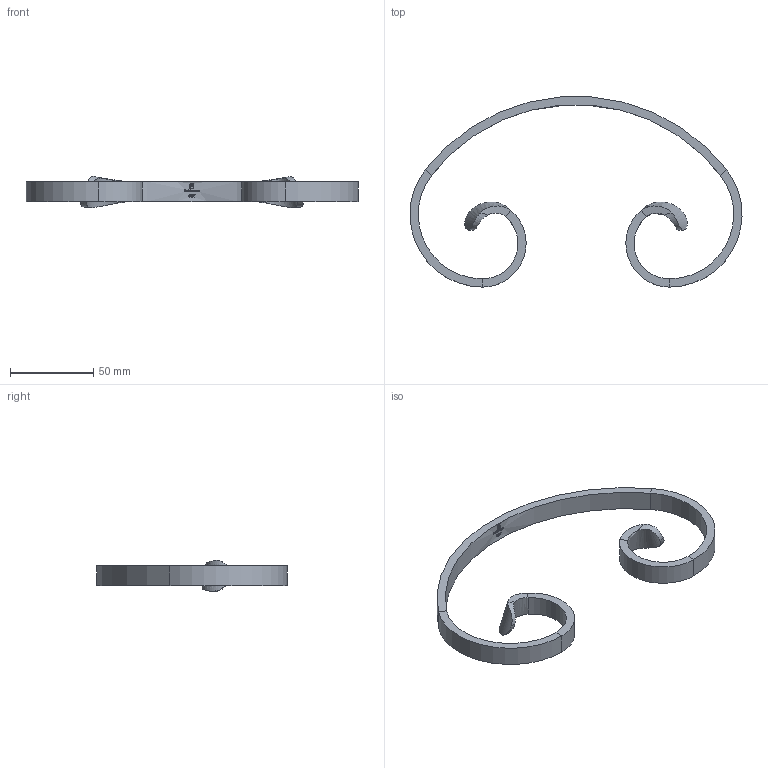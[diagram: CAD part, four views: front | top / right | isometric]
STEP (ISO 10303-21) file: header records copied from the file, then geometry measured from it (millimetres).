
FILE_DESCRIPTION (( 'STEP AP203' ), '1' );
FILE_NAME ('3007.step', '2022-10-07T10:11:32', ( '' ), ( '' ), 'SwSTEP 2.0', 'SolidWorks 2018', '' );
FILE_SCHEMA (( 'CONFIG_CONTROL_DESIGN' ));
Length unit declared in the file: millimetre
Products named in the file (1): 3007
Bounding box: 199.97 x 114.61 x 18.76 mm (x, y, z)
Volume: 34033.1 mm3; surface area: 19653.4 mm2
Topology: 1 solids, 1 shells, 235 faces, 623 edges, 408 vertices
Faces by surface type: bspline 112, plane 95, cylinder 28
Entity records: 11624 total; most frequent: CARTESIAN_POINT 6425, ORIENTED_EDGE 1246, DIRECTION 737, EDGE_CURVE 623, VERTEX_POINT 408, LINE 297, VECTOR 297, EDGE_LOOP 253
